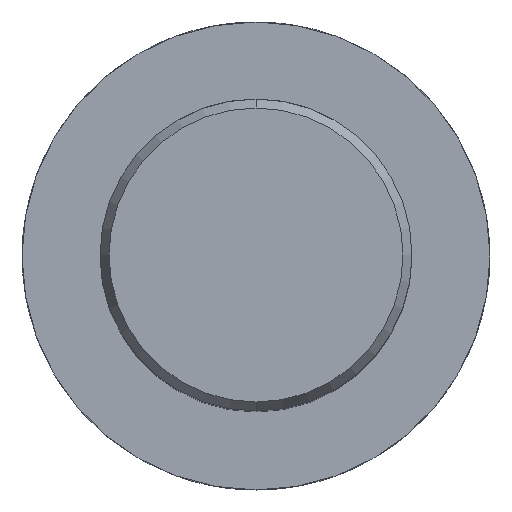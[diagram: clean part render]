
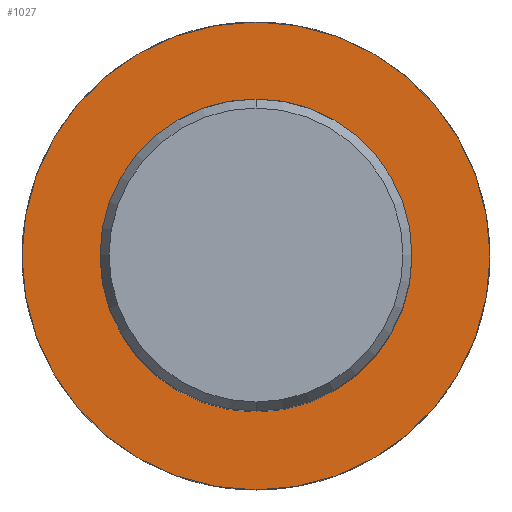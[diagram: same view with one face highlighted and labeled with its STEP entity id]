
A CAD part, top view. The second image highlights one B-rep face of the part: STEP entity #1027.
In plain terms, the highlighted planar face has unit normal (0, 0, 1).
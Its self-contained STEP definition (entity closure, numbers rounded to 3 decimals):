
#469=EDGE_CURVE('',#855,#1085,#1273,.T.);
#559=VERTEX_POINT('',#1375);
#725=EDGE_CURVE('',#1085,#855,#1556,.T.);
#789=EDGE_CURVE('',#891,#559,#1626,.T.);
#855=VERTEX_POINT('',#1702);
#891=VERTEX_POINT('',#1739);
#1027=ADVANCED_FACE('',(#1886,#1887),#1888,.T.);
#1059=EDGE_CURVE('',#559,#891,#1921,.T.);
#1085=VERTEX_POINT('',#1949);
#1273=CIRCLE('',#2289,30.0);
#1375=CARTESIAN_POINT('',(0.0,20.0,-70.0));
#1556=CIRCLE('',#3326,30.0);
#1626=CIRCLE('',#3725,20.0);
#1702=CARTESIAN_POINT('',(0.,-30.0,-70.0));
#1739=CARTESIAN_POINT('',(0.,-20.0,-70.0));
#1886=FACE_BOUND('',#4317,.T.);
#1887=FACE_OUTER_BOUND('',#4318,.T.);
#1888=PLANE('',#4319);
#1921=CIRCLE('',#4382,20.0);
#1949=CARTESIAN_POINT('',(0.0,30.0,-70.0));
#2289=AXIS2_PLACEMENT_3D('',#5654,#5655,#5656);
#3326=AXIS2_PLACEMENT_3D('',#6013,#6014,#6015);
#3725=AXIS2_PLACEMENT_3D('',#6088,#6089,#6090);
#4317=EDGE_LOOP('',(#6376,#6377));
#4318=EDGE_LOOP('',(#6378,#6379));
#4319=AXIS2_PLACEMENT_3D('',#6380,#6381,#6382);
#4382=AXIS2_PLACEMENT_3D('',#6404,#6405,#6406);
#5654=CARTESIAN_POINT('',(0.0,0.0,-70.0));
#5655=DIRECTION('',(0.0,0.0,-1.0));
#5656=DIRECTION('',(0.0,1.0,0.0));
#6013=CARTESIAN_POINT('',(0.0,0.0,-70.0));
#6014=DIRECTION('',(0.0,0.0,-1.0));
#6015=DIRECTION('',(0.0,1.0,0.0));
#6088=CARTESIAN_POINT('',(0.0,0.0,-70.0));
#6089=DIRECTION('',(-0.0,0.0,-1.0));
#6090=DIRECTION('',(0.0,1.0,0.0));
#6376=ORIENTED_EDGE('',*,*,#1059,.T.);
#6377=ORIENTED_EDGE('',*,*,#789,.T.);
#6378=ORIENTED_EDGE('',*,*,#725,.F.);
#6379=ORIENTED_EDGE('',*,*,#469,.F.);
#6380=CARTESIAN_POINT('',(0.0,15.0,-70.0));
#6381=DIRECTION('',(-0.0,0.0,1.0));
#6382=DIRECTION('',(0.0,-1.0,0.0));
#6404=CARTESIAN_POINT('',(0.0,0.0,-70.0));
#6405=DIRECTION('',(-0.0,0.0,-1.0));
#6406=DIRECTION('',(0.0,1.0,0.0));
